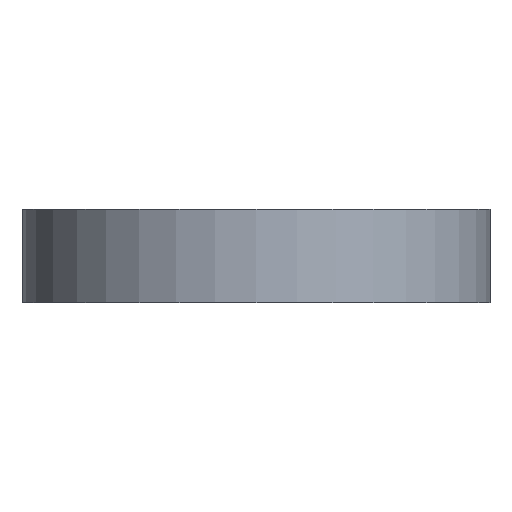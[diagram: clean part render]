
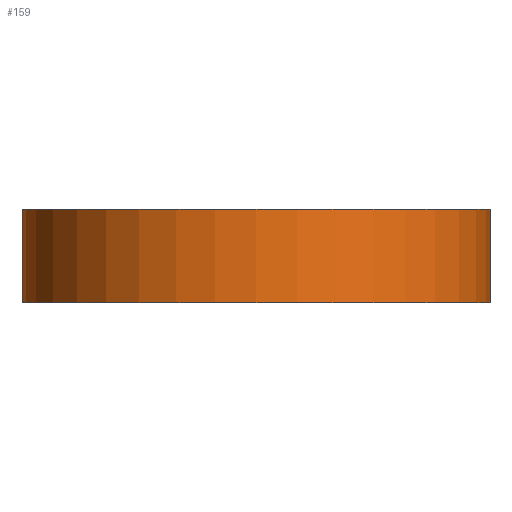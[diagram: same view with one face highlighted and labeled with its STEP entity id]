
A CAD part, front view. The second image highlights one B-rep face of the part: STEP entity #159.
In plain terms, the highlighted cylindrical face has radius 5 mm (diameter 10 mm), a partial arc.
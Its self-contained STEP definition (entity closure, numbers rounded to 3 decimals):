
#7 = CIRCLE ( 'NONE', #56, 5. ) ;
#14 = LINE ( 'NONE', #242, #321 ) ;
#23 = CARTESIAN_POINT ( 'NONE',  ( 5., -72.5, 2. ) ) ;
#24 = DIRECTION ( 'NONE',  ( 0., 0., 1. ) ) ;
#25 = DIRECTION ( 'NONE',  ( 1., 0., 0. ) ) ;
#34 = ORIENTED_EDGE ( 'NONE', *, *, #165, .T. ) ;
#51 = CARTESIAN_POINT ( 'NONE',  ( -5., -72.5, 2. ) ) ;
#55 = VERTEX_POINT ( 'NONE', #347 ) ;
#56 = AXIS2_PLACEMENT_3D ( 'NONE', #231, #24, #25 ) ;
#61 = CARTESIAN_POINT ( 'NONE',  ( 5., -72.5, 0. ) ) ;
#70 = VECTOR ( 'NONE', #179, 1000. ) ;
#72 = CYLINDRICAL_SURFACE ( 'NONE', #201, 5. ) ;
#98 = CARTESIAN_POINT ( 'NONE',  ( 0., -72.5, 2. ) ) ;
#105 = DIRECTION ( 'NONE',  ( 0., 0., -1. ) ) ;
#106 = FACE_OUTER_BOUND ( 'NONE', #160, .T. ) ;
#130 = ORIENTED_EDGE ( 'NONE', *, *, #286, .F. ) ;
#131 = ORIENTED_EDGE ( 'NONE', *, *, #318, .T. ) ;
#143 = EDGE_CURVE ( 'NONE', #281, #191, #7, .T. ) ;
#159 = ADVANCED_FACE ( 'NONE', ( #106 ), #72, .T. ) ;
#160 = EDGE_LOOP ( 'NONE', ( #131, #130, #174, #34 ) ) ;
#165 = EDGE_CURVE ( 'NONE', #281, #55, #208, .T. ) ;
#172 = DIRECTION ( 'NONE',  ( 0., 0., 1. ) ) ;
#174 = ORIENTED_EDGE ( 'NONE', *, *, #143, .F. ) ;
#179 = DIRECTION ( 'NONE',  ( 0., 0., -1. ) ) ;
#191 = VERTEX_POINT ( 'NONE', #23 ) ;
#194 = DIRECTION ( 'NONE',  ( 0., 0., -1. ) ) ;
#201 = AXIS2_PLACEMENT_3D ( 'NONE', #98, #105, #348 ) ;
#208 = LINE ( 'NONE', #51, #70 ) ;
#231 = CARTESIAN_POINT ( 'NONE',  ( 0., -72.5, 2. ) ) ;
#242 = CARTESIAN_POINT ( 'NONE',  ( 5., -72.5, 2. ) ) ;
#247 = CIRCLE ( 'NONE', #351, 5. ) ;
#248 = VERTEX_POINT ( 'NONE', #61 ) ;
#281 = VERTEX_POINT ( 'NONE', #304 ) ;
#286 = EDGE_CURVE ( 'NONE', #191, #248, #14, .T. ) ;
#304 = CARTESIAN_POINT ( 'NONE',  ( -5., -72.5, 2. ) ) ;
#309 = CARTESIAN_POINT ( 'NONE',  ( 0., -72.5, 0. ) ) ;
#318 = EDGE_CURVE ( 'NONE', #55, #248, #247, .T. ) ;
#321 = VECTOR ( 'NONE', #194, 1000. ) ;
#343 = DIRECTION ( 'NONE',  ( 1., 0., 0. ) ) ;
#347 = CARTESIAN_POINT ( 'NONE',  ( -5., -72.5, 0. ) ) ;
#348 = DIRECTION ( 'NONE',  ( -1., 0., 0. ) ) ;
#351 = AXIS2_PLACEMENT_3D ( 'NONE', #309, #172, #343 ) ;
